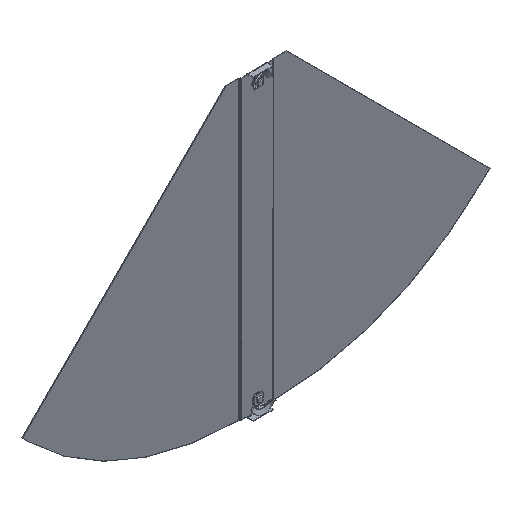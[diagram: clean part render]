
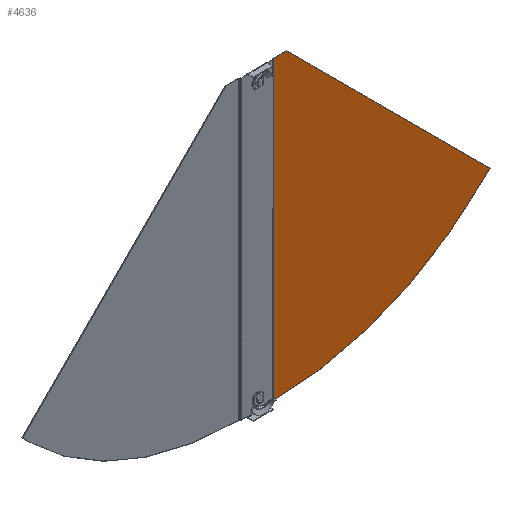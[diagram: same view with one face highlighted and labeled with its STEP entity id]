
A CAD part, isometric view. The second image highlights one B-rep face of the part: STEP entity #4636.
In plain terms, the highlighted planar face has unit normal (0, -1, 0).
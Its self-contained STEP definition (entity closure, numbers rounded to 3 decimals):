
#221 = DIRECTION ( 'NONE',  ( 0., 0., 1. ) ) ;
#227 = DIRECTION ( 'NONE',  ( 0., 0., 1. ) ) ;
#364 = DIRECTION ( 'NONE',  ( 1., 0., 0. ) ) ;
#365 = CARTESIAN_POINT ( 'NONE',  ( 37., -1., -1. ) ) ;
#421 = CARTESIAN_POINT ( 'NONE',  ( 61.2, -1., 0. ) ) ;
#433 = EDGE_CURVE ( 'NONE', #5939, #4326, #4773, .T. ) ;
#700 = CARTESIAN_POINT ( 'NONE',  ( 456.256, -1., -421.785 ) ) ;
#726 = CARTESIAN_POINT ( 'NONE',  ( 61.2, -1., 0. ) ) ;
#814 = ORIENTED_EDGE ( 'NONE', *, *, #433, .T. ) ;
#873 = CARTESIAN_POINT ( 'NONE',  ( 34.835, -1., -1. ) ) ;
#1273 = CARTESIAN_POINT ( 'NONE',  ( 34.835, -1., 0. ) ) ;
#1304 = EDGE_LOOP ( 'NONE', ( #6475, #814, #2695, #3477, #2896, #5219 ) ) ;
#1321 = DIRECTION ( 'NONE',  ( 0.707, 0., 0.707 ) ) ;
#1437 = EDGE_CURVE ( 'NONE', #5628, #4112, #3294, .T. ) ;
#1692 = AXIS2_PLACEMENT_3D ( 'NONE', #5764, #6376, #227 ) ;
#1744 = DIRECTION ( 'NONE',  ( -0.707, 0., 0.707 ) ) ;
#1791 = CARTESIAN_POINT ( 'NONE',  ( 456.256, -1., -421.785 ) ) ;
#1880 = EDGE_CURVE ( 'NONE', #5336, #4112, #4421, .T. ) ;
#1967 = VECTOR ( 'NONE', #221, 1000. ) ;
#2108 = EDGE_CURVE ( 'NONE', #4326, #2496, #4240, .T. ) ;
#2131 = VECTOR ( 'NONE', #1744, 1000. ) ;
#2247 = VECTOR ( 'NONE', #364, 1000. ) ;
#2406 = DIRECTION ( 'NONE',  ( 0., 0., 1. ) ) ;
#2477 = DIRECTION ( 'NONE',  ( 0., -1., 0. ) ) ;
#2496 = VERTEX_POINT ( 'NONE', #4583 ) ;
#2695 = ORIENTED_EDGE ( 'NONE', *, *, #2108, .T. ) ;
#2844 = AXIS2_PLACEMENT_3D ( 'NONE', #365, #2477, #2406 ) ;
#2896 = ORIENTED_EDGE ( 'NONE', *, *, #1880, .T. ) ;
#2994 = EDGE_CURVE ( 'NONE', #5628, #5939, #3924, .T. ) ;
#3265 = LINE ( 'NONE', #6375, #2131 ) ;
#3294 = LINE ( 'NONE', #873, #1967 ) ;
#3477 = ORIENTED_EDGE ( 'NONE', *, *, #4101, .T. ) ;
#3763 = PLANE ( 'NONE',  #1692 ) ;
#3924 = LINE ( 'NONE', #5479, #2247 ) ;
#4010 = VECTOR ( 'NONE', #1321, 1000. ) ;
#4101 = EDGE_CURVE ( 'NONE', #2496, #5336, #3265, .T. ) ;
#4111 = VECTOR ( 'NONE', #5368, 1000. ) ;
#4112 = VERTEX_POINT ( 'NONE', #1273 ) ;
#4240 = LINE ( 'NONE', #1791, #4010 ) ;
#4326 = VERTEX_POINT ( 'NONE', #700 ) ;
#4421 = LINE ( 'NONE', #726, #4111 ) ;
#4583 = CARTESIAN_POINT ( 'NONE',  ( 469.621, -1., -408.421 ) ) ;
#4636 = ADVANCED_FACE ( 'NONE', ( #4839 ), #3763, .F. ) ;
#4773 = CIRCLE ( 'NONE', #2844, 594. ) ;
#4839 = FACE_OUTER_BOUND ( 'NONE', #1304, .T. ) ;
#5219 = ORIENTED_EDGE ( 'NONE', *, *, #1437, .F. ) ;
#5336 = VERTEX_POINT ( 'NONE', #421 ) ;
#5368 = DIRECTION ( 'NONE',  ( -1., 0., 0. ) ) ;
#5479 = CARTESIAN_POINT ( 'NONE',  ( 0., -1., -595. ) ) ;
#5628 = VERTEX_POINT ( 'NONE', #6659 ) ;
#5764 = CARTESIAN_POINT ( 'NONE',  ( 37., -1., -1. ) ) ;
#5939 = VERTEX_POINT ( 'NONE', #6137 ) ;
#6137 = CARTESIAN_POINT ( 'NONE',  ( 37., -1., -595. ) ) ;
#6375 = CARTESIAN_POINT ( 'NONE',  ( 469.621, -1., -408.421 ) ) ;
#6376 = DIRECTION ( 'NONE',  ( 0., 1., 0. ) ) ;
#6475 = ORIENTED_EDGE ( 'NONE', *, *, #2994, .T. ) ;
#6659 = CARTESIAN_POINT ( 'NONE',  ( 34.835, -1., -595. ) ) ;
